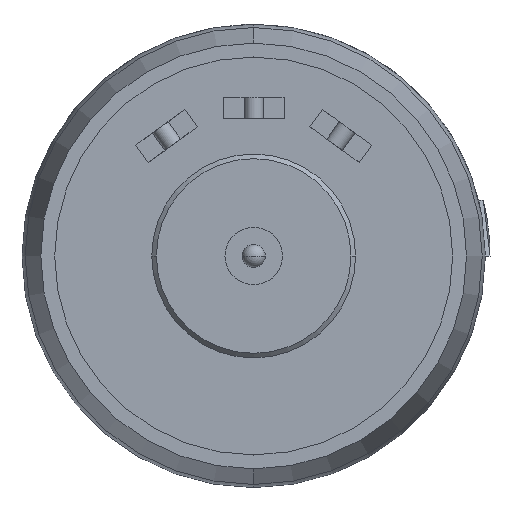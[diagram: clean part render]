
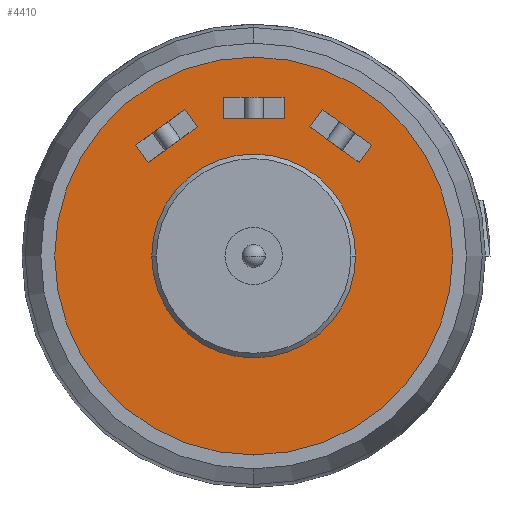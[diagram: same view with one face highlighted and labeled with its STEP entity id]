
A CAD part, front view. The second image highlights one B-rep face of the part: STEP entity #4410.
In plain terms, the highlighted planar face has unit normal (0, -1, 0).
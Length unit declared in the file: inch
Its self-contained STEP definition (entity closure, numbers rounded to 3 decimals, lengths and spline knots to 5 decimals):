
#4231=CARTESIAN_POINT('',(0.,-0.381,0.));
#4232=DIRECTION('',(0.,-1.,0.));
#4233=DIRECTION('',(0.,0.,1.));
#4234=AXIS2_PLACEMENT_3D('',#4231,#4232,#4233);
#4236=CARTESIAN_POINT('',(0.,-0.381,0.));
#4237=DIRECTION('',(0.,1.,0.));
#4238=DIRECTION('',(0.,0.,1.));
#4239=AXIS2_PLACEMENT_3D('',#4236,#4237,#4238);
#4241=CARTESIAN_POINT('',(0.,-0.381,0.));
#4242=DIRECTION('',(0.,-1.,0.));
#4243=DIRECTION('',(0.,0.,1.));
#4244=AXIS2_PLACEMENT_3D('',#4241,#4242,#4243);
#4246=CARTESIAN_POINT('',(0.,-0.381,0.));
#4247=DIRECTION('',(0.,-1.,0.));
#4248=DIRECTION('',(0.,0.,-1.));
#4249=AXIS2_PLACEMENT_3D('',#4246,#4247,#4248);
#4251=DIRECTION('',(0.588,0.,-0.809));
#4252=VECTOR('',#4251,0.0196);
#4253=CARTESIAN_POINT('',(-0.12027,-0.381,0.1225));
#4254=LINE('',#4253,#4252);
#4255=DIRECTION('',(0.809,0.,0.588));
#4256=VECTOR('',#4255,0.0506);
#4257=CARTESIAN_POINT('',(-0.10875,-0.381,0.10664));
#4258=LINE('',#4257,#4256);
#4259=DIRECTION('',(-0.588,0.,0.809));
#4260=VECTOR('',#4259,0.0196);
#4261=CARTESIAN_POINT('',(-0.06782,-0.381,0.13639));
#4262=LINE('',#4261,#4260);
#4263=DIRECTION('',(-0.809,0.,-0.588));
#4264=VECTOR('',#4263,0.0506);
#4265=CARTESIAN_POINT('',(-0.07934,-0.381,0.15224));
#4266=LINE('',#4265,#4264);
#4267=DIRECTION('',(0.,0.,-1.));
#4268=VECTOR('',#4267,0.0196);
#4269=CARTESIAN_POINT('',(-0.0253,-0.381,0.1698));
#4270=LINE('',#4269,#4268);
#4271=DIRECTION('',(1.,0.,0.));
#4272=VECTOR('',#4271,0.0506);
#4273=CARTESIAN_POINT('',(-0.0253,-0.381,0.1502));
#4274=LINE('',#4273,#4272);
#4275=DIRECTION('',(0.,0.,1.));
#4276=VECTOR('',#4275,0.0196);
#4277=CARTESIAN_POINT('',(0.0253,-0.381,0.1502));
#4278=LINE('',#4277,#4276);
#4279=DIRECTION('',(-1.,0.,0.));
#4280=VECTOR('',#4279,0.0506);
#4281=CARTESIAN_POINT('',(0.0253,-0.381,0.1698));
#4282=LINE('',#4281,#4280);
#4283=DIRECTION('',(-0.588,0.,-0.809));
#4284=VECTOR('',#4283,0.0196);
#4285=CARTESIAN_POINT('',(0.07934,-0.381,0.15224));
#4286=LINE('',#4285,#4284);
#4287=DIRECTION('',(0.809,0.,-0.588));
#4288=VECTOR('',#4287,0.0506);
#4289=CARTESIAN_POINT('',(0.06782,-0.381,0.13639));
#4290=LINE('',#4289,#4288);
#4291=DIRECTION('',(0.588,0.,0.809));
#4292=VECTOR('',#4291,0.0196);
#4293=CARTESIAN_POINT('',(0.10875,-0.381,0.10664));
#4294=LINE('',#4293,#4292);
#4295=DIRECTION('',(-0.809,0.,0.588));
#4296=VECTOR('',#4295,0.0506);
#4297=CARTESIAN_POINT('',(0.12027,-0.381,0.1225));
#4298=LINE('',#4297,#4296);
#4300=CARTESIAN_POINT('',(0.,-0.381,0.2178));
#4302=VERTEX_POINT('',#4300);
#4304=CARTESIAN_POINT('',(0.,-0.381,-0.2178));
#4306=VERTEX_POINT('',#4304);
#4307=CARTESIAN_POINT('',(0.,-0.381,0.11));
#4308=CARTESIAN_POINT('',(0.,-0.381,-0.11));
#4309=VERTEX_POINT('',#4307);
#4310=VERTEX_POINT('',#4308);
#4311=CARTESIAN_POINT('',(-0.12027,-0.381,0.1225));
#4312=CARTESIAN_POINT('',(-0.10875,-0.381,0.10664));
#4313=VERTEX_POINT('',#4311);
#4314=VERTEX_POINT('',#4312);
#4315=CARTESIAN_POINT('',(-0.06782,-0.381,0.13639));
#4316=VERTEX_POINT('',#4315);
#4317=CARTESIAN_POINT('',(-0.07934,-0.381,0.15224));
#4318=VERTEX_POINT('',#4317);
#4319=CARTESIAN_POINT('',(-0.0253,-0.381,0.1698));
#4320=CARTESIAN_POINT('',(-0.0253,-0.381,0.1502));
#4321=VERTEX_POINT('',#4319);
#4322=VERTEX_POINT('',#4320);
#4323=CARTESIAN_POINT('',(0.0253,-0.381,0.1502));
#4324=VERTEX_POINT('',#4323);
#4325=CARTESIAN_POINT('',(0.0253,-0.381,0.1698));
#4326=VERTEX_POINT('',#4325);
#4327=CARTESIAN_POINT('',(0.07934,-0.381,0.15224));
#4328=CARTESIAN_POINT('',(0.06782,-0.381,0.13639));
#4329=VERTEX_POINT('',#4327);
#4330=VERTEX_POINT('',#4328);
#4331=CARTESIAN_POINT('',(0.10875,-0.381,0.10664));
#4332=VERTEX_POINT('',#4331);
#4333=CARTESIAN_POINT('',(0.12027,-0.381,0.1225));
#4334=VERTEX_POINT('',#4333);
#4365=CARTESIAN_POINT('',(0.,-0.381,0.));
#4366=DIRECTION('',(0.,1.,0.));
#4367=DIRECTION('',(0.,0.,-1.));
#4368=AXIS2_PLACEMENT_3D('',#4365,#4366,#4367);
#4369=PLANE('',#4368);
#4370=ORIENTED_EDGE('',*,*,#4357,.F.);
#4371=ORIENTED_EDGE('',*,*,#4346,.T.);
#4372=EDGE_LOOP('',(#4370,#4371));
#4373=FACE_OUTER_BOUND('',#4372,.F.);
#4375=ORIENTED_EDGE('',*,*,#4374,.T.);
#4377=ORIENTED_EDGE('',*,*,#4376,.T.);
#4378=EDGE_LOOP('',(#4375,#4377));
#4379=FACE_BOUND('',#4378,.F.);
#4381=ORIENTED_EDGE('',*,*,#4380,.T.);
#4383=ORIENTED_EDGE('',*,*,#4382,.T.);
#4385=ORIENTED_EDGE('',*,*,#4384,.T.);
#4387=ORIENTED_EDGE('',*,*,#4386,.T.);
#4388=EDGE_LOOP('',(#4381,#4383,#4385,#4387));
#4389=FACE_BOUND('',#4388,.F.);
#4391=ORIENTED_EDGE('',*,*,#4390,.T.);
#4393=ORIENTED_EDGE('',*,*,#4392,.T.);
#4395=ORIENTED_EDGE('',*,*,#4394,.T.);
#4397=ORIENTED_EDGE('',*,*,#4396,.T.);
#4398=EDGE_LOOP('',(#4391,#4393,#4395,#4397));
#4399=FACE_BOUND('',#4398,.F.);
#4401=ORIENTED_EDGE('',*,*,#4400,.T.);
#4403=ORIENTED_EDGE('',*,*,#4402,.T.);
#4405=ORIENTED_EDGE('',*,*,#4404,.T.);
#4407=ORIENTED_EDGE('',*,*,#4406,.T.);
#4408=EDGE_LOOP('',(#4401,#4403,#4405,#4407));
#4409=FACE_BOUND('',#4408,.F.);
#4410=ADVANCED_FACE('',(#4373,#4379,#4389,#4399,#4409),#4369,.F.);
#4235=CIRCLE('',#4234,0.2178);
#4240=CIRCLE('',#4239,0.2178);
#4245=CIRCLE('',#4244,0.11);
#4250=CIRCLE('',#4249,0.11);
#4346=EDGE_CURVE('',#4302,#4306,#4240,.T.);
#4357=EDGE_CURVE('',#4302,#4306,#4235,.T.);
#4374=EDGE_CURVE('',#4309,#4310,#4245,.T.);
#4376=EDGE_CURVE('',#4310,#4309,#4250,.T.);
#4380=EDGE_CURVE('',#4313,#4314,#4254,.T.);
#4382=EDGE_CURVE('',#4314,#4316,#4258,.T.);
#4384=EDGE_CURVE('',#4316,#4318,#4262,.T.);
#4386=EDGE_CURVE('',#4318,#4313,#4266,.T.);
#4390=EDGE_CURVE('',#4321,#4322,#4270,.T.);
#4392=EDGE_CURVE('',#4322,#4324,#4274,.T.);
#4394=EDGE_CURVE('',#4324,#4326,#4278,.T.);
#4396=EDGE_CURVE('',#4326,#4321,#4282,.T.);
#4400=EDGE_CURVE('',#4329,#4330,#4286,.T.);
#4402=EDGE_CURVE('',#4330,#4332,#4290,.T.);
#4404=EDGE_CURVE('',#4332,#4334,#4294,.T.);
#4406=EDGE_CURVE('',#4334,#4329,#4298,.T.);
